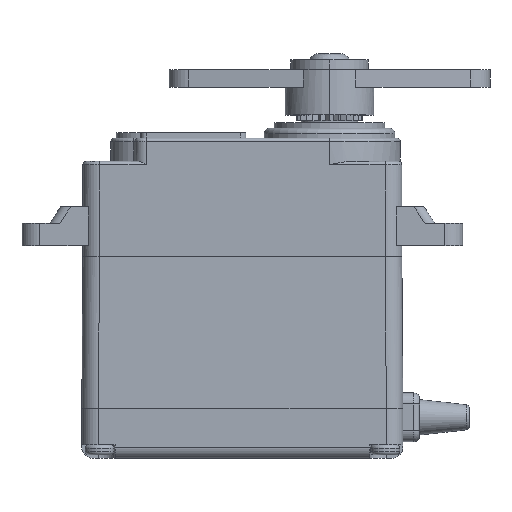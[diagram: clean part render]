
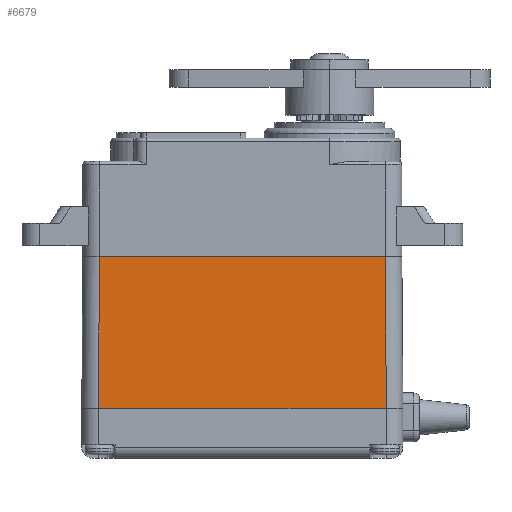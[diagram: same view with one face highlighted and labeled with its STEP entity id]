
A CAD part, top view. The second image highlights one B-rep face of the part: STEP entity #6679.
In plain terms, the highlighted planar face has unit normal (0, 0.007, 1).
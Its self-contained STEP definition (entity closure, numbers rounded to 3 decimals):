
#146=CARTESIAN_POINT('',(-13.,0.,6.5));
#159=DIRECTION('',(1.,0.,0.));
#160=VECTOR('',#159,26.);
#161=CARTESIAN_POINT('',(-13.,0.,6.5));
#162=LINE('',#161,#160);
#174=CARTESIAN_POINT('',(13.,0.,6.5));
#497=DIRECTION('',(1.,0.,0.));
#498=VECTOR('',#497,25.808);
#499=CARTESIAN_POINT('',(-12.904,13.7,6.404));
#500=LINE('',#499,#498);
#504=DIRECTION('',(0.007,-1.,0.007));
#505=VECTOR('',#504,13.701);
#506=CARTESIAN_POINT('',(12.904,13.7,6.404));
#507=LINE('',#506,#505);
#511=DIRECTION('',(-0.007,-1.,0.007));
#512=VECTOR('',#511,13.701);
#513=CARTESIAN_POINT('',(-12.904,13.7,6.404));
#514=LINE('',#513,#512);
#5487=VERTEX_POINT('',#146);
#5490=VERTEX_POINT('',#174);
#5497=CARTESIAN_POINT('',(-12.904,13.7,6.404));
#5498=CARTESIAN_POINT('',(12.904,13.7,6.404));
#5499=VERTEX_POINT('',#5497);
#5500=VERTEX_POINT('',#5498);
#6667=CARTESIAN_POINT('',(-14.5,0.,6.5));
#6668=DIRECTION('',(0.,-0.007,-1.));
#6669=DIRECTION('',(0.,1.,-0.007));
#6670=AXIS2_PLACEMENT_3D('',#6667,#6668,#6669);
#6671=PLANE('',#6670);
#6672=ORIENTED_EDGE('',*,*,#6560,.T.);
#6674=ORIENTED_EDGE('',*,*,#6673,.T.);
#6675=ORIENTED_EDGE('',*,*,#6492,.F.);
#6676=ORIENTED_EDGE('',*,*,#6660,.F.);
#6677=EDGE_LOOP('',(#6672,#6674,#6675,#6676));
#6678=FACE_OUTER_BOUND('',#6677,.F.);
#6679=ADVANCED_FACE('',(#6678),#6671,.F.);
#6492=EDGE_CURVE('',#5487,#5490,#162,.T.);
#6560=EDGE_CURVE('',#5499,#5500,#500,.T.);
#6660=EDGE_CURVE('',#5499,#5487,#514,.T.);
#6673=EDGE_CURVE('',#5500,#5490,#507,.T.);
